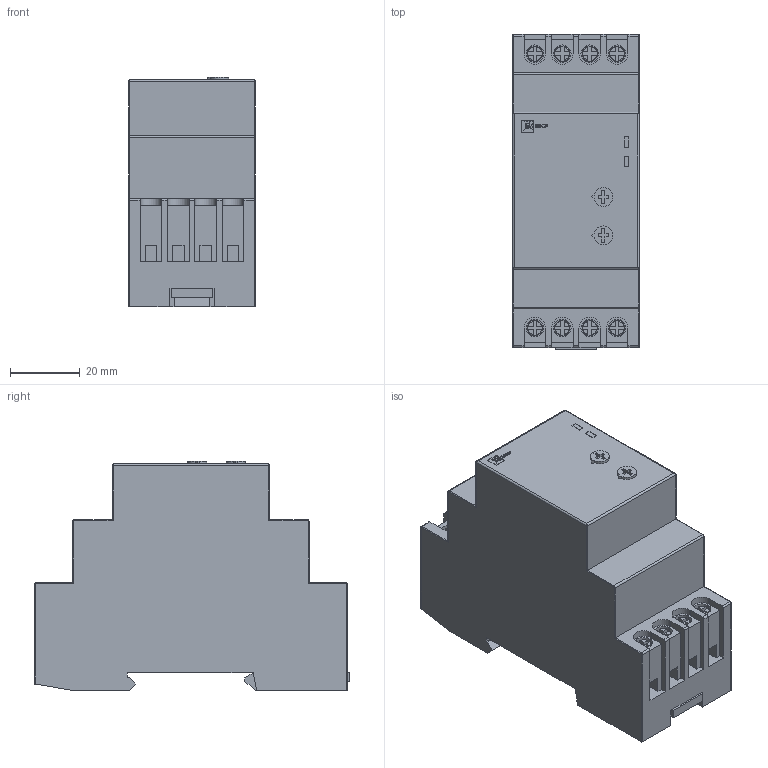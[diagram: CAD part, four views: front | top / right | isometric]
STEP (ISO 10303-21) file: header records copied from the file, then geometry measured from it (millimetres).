
FILE_DESCRIPTION (( 'STEP AP203' ), '1' );
FILE_NAME ('Ðåëå êîíòðîëÿ óðîâíÿ RL-SA (rl-sa).STEP', '2018-09-04T05:57:04', ( '' ), ( '' ), 'SwSTEP 2.0', 'SolidWorks 2017', '' );
FILE_SCHEMA (( 'CONFIG_CONTROL_DESIGN' ));
Length unit declared in the file: millimetre
Products named in the file (1): Ðåëå êîíòðîëÿ óðîâíÿ RL-SA (rl-sa)
Bounding box: 36.3 x 90.2 x 65.8 mm (x, y, z)
Volume: 160625 mm3; surface area: 22831.5 mm2
Topology: 1 solids, 1 shells, 488 faces, 1330 edges, 872 vertices
Faces by surface type: plane 332, cylinder 94, torus 40, bspline 22
Entity records: 16153 total; most frequent: CARTESIAN_POINT 3819, ORIENTED_EDGE 2652, DIRECTION 2408, EDGE_CURVE 1326, LINE 942, VECTOR 942, VERTEX_POINT 872, AXIS2_PLACEMENT_3D 733
